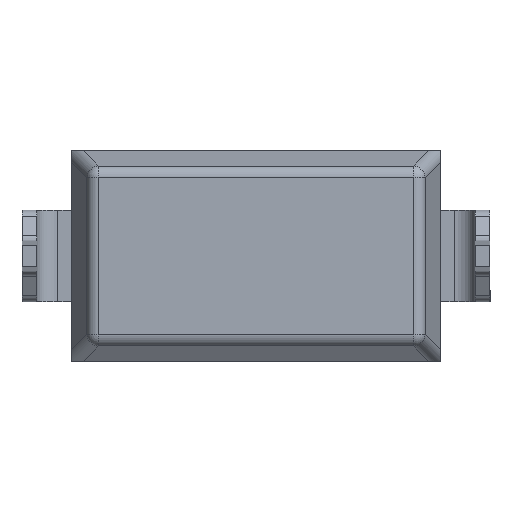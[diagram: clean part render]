
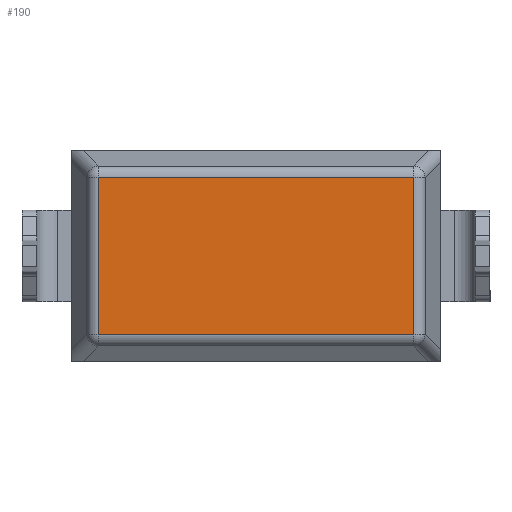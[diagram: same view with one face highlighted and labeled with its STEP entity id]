
A CAD part, front view. The second image highlights one B-rep face of the part: STEP entity #190.
In plain terms, the highlighted planar face has unit normal (0, -1, 0).
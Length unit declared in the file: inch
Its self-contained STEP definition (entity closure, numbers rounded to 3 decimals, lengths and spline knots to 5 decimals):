
#26 = DIRECTION ( 'NONE',  ( -1., 0., 0. ) ) ;
#190 = ADVANCED_FACE ( 'NONE', ( #1682 ), #2302, .F. ) ;
#250 = VECTOR ( 'NONE', #2091, 39.37008 ) ;
#445 = DIRECTION ( 'NONE',  ( 0., 0., 1. ) ) ;
#459 = CARTESIAN_POINT ( 'NONE',  ( 0.45781, -0.00421, -0.10959 ) ) ;
#547 = ORIENTED_EDGE ( 'NONE', *, *, #2714, .T. ) ;
#597 = AXIS2_PLACEMENT_3D ( 'NONE', #3616, #2673, #2280 ) ;
#781 = CARTESIAN_POINT ( 'NONE',  ( 0.24905, -0.00421, -0.10959 ) ) ;
#861 = EDGE_LOOP ( 'NONE', ( #2447, #2144, #547, #3857 ) ) ;
#954 = CARTESIAN_POINT ( 'NONE',  ( 0.24905, -0.00421, -0.00556 ) ) ;
#1036 = VERTEX_POINT ( 'NONE', #2446 ) ;
#1108 = LINE ( 'NONE', #459, #250 ) ;
#1346 = EDGE_CURVE ( 'NONE', #3714, #2749, #3891, .T. ) ;
#1375 = EDGE_CURVE ( 'NONE', #1036, #3714, #1639, .T. ) ;
#1430 = VECTOR ( 'NONE', #26, 39.37008 ) ;
#1639 = LINE ( 'NONE', #2938, #1430 ) ;
#1682 = FACE_OUTER_BOUND ( 'NONE', #861, .T. ) ;
#2091 = DIRECTION ( 'NONE',  ( -1., 0., 0. ) ) ;
#2140 = CARTESIAN_POINT ( 'NONE',  ( 0.45781, -0.00421, -0.20959 ) ) ;
#2144 = ORIENTED_EDGE ( 'NONE', *, *, #3028, .F. ) ;
#2280 = DIRECTION ( 'NONE',  ( 0., 0., 1. ) ) ;
#2302 = PLANE ( 'NONE',  #597 ) ;
#2342 = CARTESIAN_POINT ( 'NONE',  ( 0.24905, -0.00421, -0.00556 ) ) ;
#2446 = CARTESIAN_POINT ( 'NONE',  ( 0.45781, -0.00421, -0.00556 ) ) ;
#2447 = ORIENTED_EDGE ( 'NONE', *, *, #1346, .T. ) ;
#2666 = VERTEX_POINT ( 'NONE', #3018 ) ;
#2673 = DIRECTION ( 'NONE',  ( 0., 1., 0. ) ) ;
#2714 = EDGE_CURVE ( 'NONE', #2666, #1036, #3446, .T. ) ;
#2749 = VERTEX_POINT ( 'NONE', #781 ) ;
#2916 = DIRECTION ( 'NONE',  ( 0., 0., -1. ) ) ;
#2938 = CARTESIAN_POINT ( 'NONE',  ( 0.45781, -0.00421, -0.00556 ) ) ;
#3018 = CARTESIAN_POINT ( 'NONE',  ( 0.45781, -0.00421, -0.10959 ) ) ;
#3028 = EDGE_CURVE ( 'NONE', #2666, #2749, #1108, .T. ) ;
#3446 = LINE ( 'NONE', #2140, #3883 ) ;
#3616 = CARTESIAN_POINT ( 'NONE',  ( 0.24612, -0.00421, -0.40758 ) ) ;
#3714 = VERTEX_POINT ( 'NONE', #2342 ) ;
#3746 = VECTOR ( 'NONE', #2916, 39.37008 ) ;
#3857 = ORIENTED_EDGE ( 'NONE', *, *, #1375, .T. ) ;
#3883 = VECTOR ( 'NONE', #445, 39.37008 ) ;
#3891 = LINE ( 'NONE', #954, #3746 ) ;
